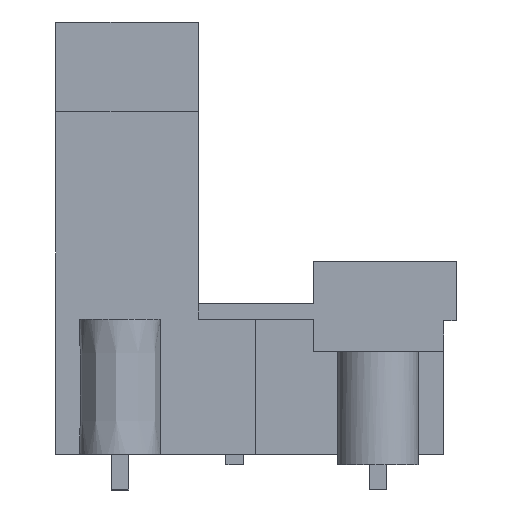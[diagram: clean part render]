
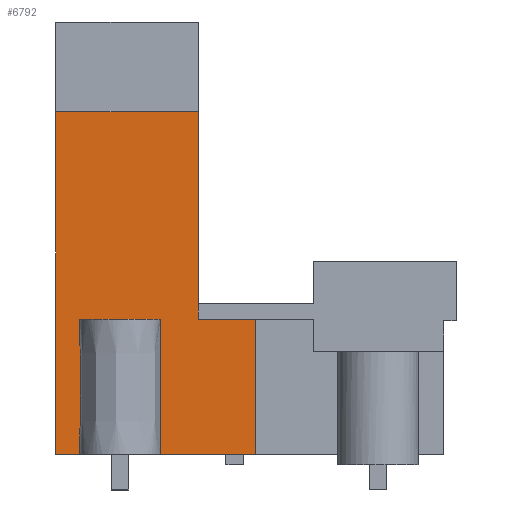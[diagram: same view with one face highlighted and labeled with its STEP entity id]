
A CAD part, left-side view. The second image highlights one B-rep face of the part: STEP entity #6792.
In plain terms, the highlighted planar face has unit normal (-1, 0, 0).
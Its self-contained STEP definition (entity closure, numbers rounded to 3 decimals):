
#6741=AXIS2_PLACEMENT_3D('Plane Axis2P3D',#6738,#6739,#6740) ;
#2455=CARTESIAN_POINT('Line Origine',(3.84,22.779,2.1)) ;
#2459=CARTESIAN_POINT('Vertex',(3.84,23.67,2.1)) ;
#2461=CARTESIAN_POINT('Vertex',(3.84,21.887,2.1)) ;
#2657=CARTESIAN_POINT('Vertex',(3.84,11.84,2.1)) ;
#2660=CARTESIAN_POINT('Line Origine',(3.84,14.846,2.1)) ;
#2664=CARTESIAN_POINT('Vertex',(3.84,17.853,2.1)) ;
#6253=CARTESIAN_POINT('Vertex',(3.84,15.24,11.)) ;
#6283=CARTESIAN_POINT('Line Origine',(3.84,15.24,10.55)) ;
#6287=CARTESIAN_POINT('Vertex',(3.84,15.24,10.1)) ;
#6311=CARTESIAN_POINT('Vertex',(3.84,11.84,10.1)) ;
#6328=CARTESIAN_POINT('Line Origine',(3.84,13.54,10.1)) ;
#6576=CARTESIAN_POINT('Line Origine',(3.84,23.67,12.23)) ;
#6580=CARTESIAN_POINT('Vertex',(3.84,23.67,22.36)) ;
#6738=CARTESIAN_POINT('Axis2P3D Location',(3.84,23.67,1.5)) ;
#6743=CARTESIAN_POINT('Line Origine',(3.84,15.24,16.68)) ;
#6747=CARTESIAN_POINT('Vertex',(3.84,15.24,22.36)) ;
#6750=CARTESIAN_POINT('Line Origine',(3.84,19.455,22.36)) ;
#6755=CARTESIAN_POINT('Line Origine',(3.84,21.887,6.1)) ;
#6759=CARTESIAN_POINT('Vertex',(3.84,21.887,10.1)) ;
#6762=CARTESIAN_POINT('Line Origine',(3.84,19.87,10.1)) ;
#6766=CARTESIAN_POINT('Vertex',(3.84,17.853,10.1)) ;
#6769=CARTESIAN_POINT('Line Origine',(3.84,17.853,6.1)) ;
#6774=CARTESIAN_POINT('Line Origine',(3.84,11.84,6.1)) ;
#2456=DIRECTION('Vector Direction',(0.,-1.,0.)) ;
#2661=DIRECTION('Vector Direction',(0.,-1.,0.)) ;
#6284=DIRECTION('Vector Direction',(0.,0.,-1.)) ;
#6329=DIRECTION('Vector Direction',(0.,1.,0.)) ;
#6577=DIRECTION('Vector Direction',(0.,0.,1.)) ;
#6739=DIRECTION('Axis2P3D Direction',(-1.,0.,0.)) ;
#6740=DIRECTION('Axis2P3D XDirection',(0.,-1.,0.)) ;
#6744=DIRECTION('Vector Direction',(0.,0.,-1.)) ;
#6751=DIRECTION('Vector Direction',(0.,-1.,0.)) ;
#6756=DIRECTION('Vector Direction',(0.,0.,1.)) ;
#6763=DIRECTION('Vector Direction',(0.,1.,0.)) ;
#6770=DIRECTION('Vector Direction',(0.,0.,1.)) ;
#6775=DIRECTION('Vector Direction',(0.,0.,1.)) ;
#2457=VECTOR('Line Direction',#2456,1.) ;
#2662=VECTOR('Line Direction',#2661,1.) ;
#6285=VECTOR('Line Direction',#6284,1.) ;
#6330=VECTOR('Line Direction',#6329,1.) ;
#6578=VECTOR('Line Direction',#6577,1.) ;
#6745=VECTOR('Line Direction',#6744,1.) ;
#6752=VECTOR('Line Direction',#6751,1.) ;
#6757=VECTOR('Line Direction',#6756,1.) ;
#6764=VECTOR('Line Direction',#6763,1.) ;
#6771=VECTOR('Line Direction',#6770,1.) ;
#6776=VECTOR('Line Direction',#6775,1.) ;
#6780=ORIENTED_EDGE('',*,*,#6749,.F.) ;
#6781=ORIENTED_EDGE('',*,*,#6754,.T.) ;
#6782=ORIENTED_EDGE('',*,*,#6582,.T.) ;
#6783=ORIENTED_EDGE('',*,*,#2463,.T.) ;
#6784=ORIENTED_EDGE('',*,*,#6761,.T.) ;
#6785=ORIENTED_EDGE('',*,*,#6768,.F.) ;
#6786=ORIENTED_EDGE('',*,*,#6773,.F.) ;
#6787=ORIENTED_EDGE('',*,*,#2666,.T.) ;
#6788=ORIENTED_EDGE('',*,*,#6778,.T.) ;
#6789=ORIENTED_EDGE('',*,*,#6332,.T.) ;
#6790=ORIENTED_EDGE('',*,*,#6289,.F.) ;
#6792=ADVANCED_FACE('HOUSING',(#6791),#6742,.T.) ;
#2463=EDGE_CURVE('',#2460,#2462,#2458,.T.) ;
#2666=EDGE_CURVE('',#2665,#2658,#2663,.T.) ;
#6289=EDGE_CURVE('',#6254,#6288,#6286,.T.) ;
#6332=EDGE_CURVE('',#6312,#6288,#6331,.T.) ;
#6582=EDGE_CURVE('',#6581,#2460,#6579,.F.) ;
#6749=EDGE_CURVE('',#6748,#6254,#6746,.T.) ;
#6754=EDGE_CURVE('',#6748,#6581,#6753,.F.) ;
#6761=EDGE_CURVE('',#2462,#6760,#6758,.T.) ;
#6768=EDGE_CURVE('',#6767,#6760,#6765,.T.) ;
#6773=EDGE_CURVE('',#2665,#6767,#6772,.T.) ;
#6778=EDGE_CURVE('',#2658,#6312,#6777,.T.) ;
#6779=EDGE_LOOP('',(#6780,#6781,#6782,#6783,#6784,#6785,#6786,#6787,#6788,#6789,#6790)) ;
#6791=FACE_OUTER_BOUND('',#6779,.T.) ;
#2458=LINE('Line',#2455,#2457) ;
#2663=LINE('Line',#2660,#2662) ;
#6286=LINE('Line',#6283,#6285) ;
#6331=LINE('Line',#6328,#6330) ;
#6579=LINE('Line',#6576,#6578) ;
#6746=LINE('Line',#6743,#6745) ;
#6753=LINE('Line',#6750,#6752) ;
#6758=LINE('Line',#6755,#6757) ;
#6765=LINE('Line',#6762,#6764) ;
#6772=LINE('Line',#6769,#6771) ;
#6777=LINE('Line',#6774,#6776) ;
#6742=PLANE('',#6741) ;
#2460=VERTEX_POINT('',#2459) ;
#2462=VERTEX_POINT('',#2461) ;
#2658=VERTEX_POINT('',#2657) ;
#2665=VERTEX_POINT('',#2664) ;
#6254=VERTEX_POINT('',#6253) ;
#6288=VERTEX_POINT('',#6287) ;
#6312=VERTEX_POINT('',#6311) ;
#6581=VERTEX_POINT('',#6580) ;
#6748=VERTEX_POINT('',#6747) ;
#6760=VERTEX_POINT('',#6759) ;
#6767=VERTEX_POINT('',#6766) ;
